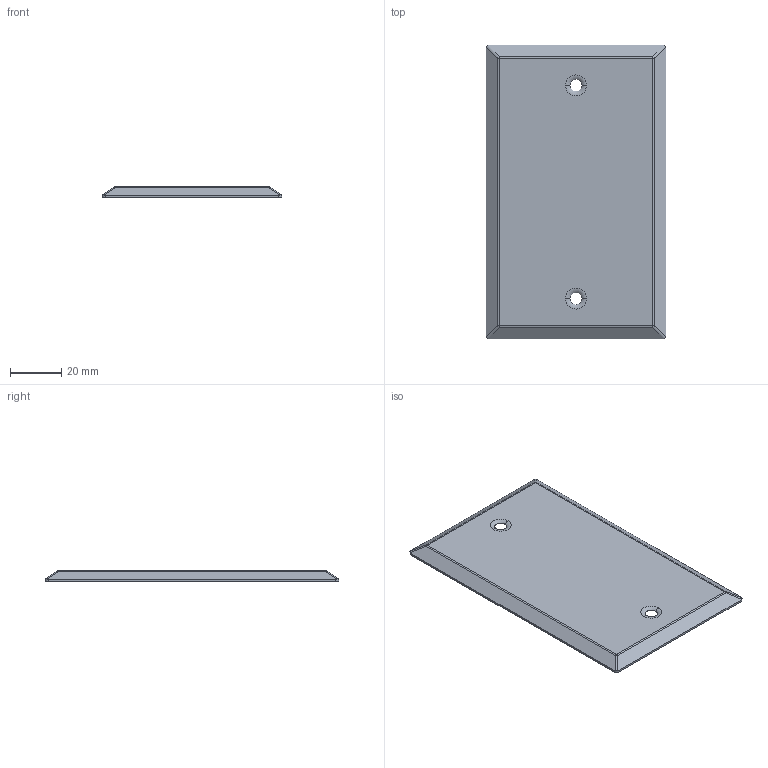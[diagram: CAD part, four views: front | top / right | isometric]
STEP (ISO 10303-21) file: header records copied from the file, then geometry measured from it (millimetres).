
FILE_DESCRIPTION (( 'STEP AP214' ), '1' );
FILE_NAME ('LC-WPSSBNK-01_3D.step', '2024-11-27T18:48:37', ( '' ), ( '' ), 'SwSTEP 2.0', 'SolidWorks 2022', '' );
FILE_SCHEMA (( 'AUTOMOTIVE_DESIGN' ));
Length unit declared in the file: inch
Products named in the file (1): LC-WPSSBNK-01_3D
Bounding box: 70 x 114.5 x 4 mm (x, y, z)
Volume: 5742.8 mm3; surface area: 17042.8 mm2
Topology: 1 solids, 1 shells, 55 faces, 132 edges, 80 vertices
Faces by surface type: cylinder 24, plane 19, sphere 8, torus 4
Entity records: 1626 total; most frequent: CARTESIAN_POINT 340, ORIENTED_EDGE 264, DIRECTION 264, EDGE_CURVE 132, AXIS2_PLACEMENT_3D 100, VERTEX_POINT 80, LINE 64, VECTOR 64
